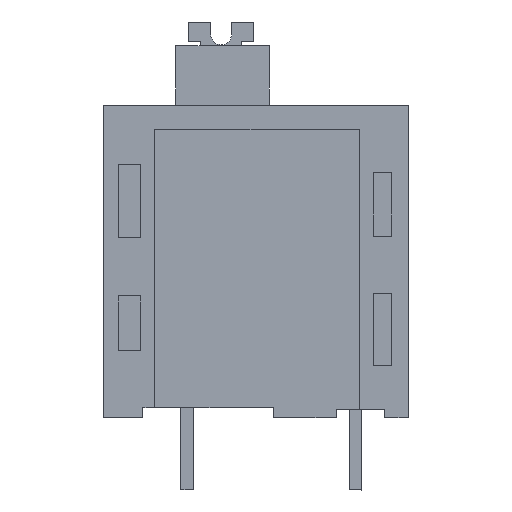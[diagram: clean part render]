
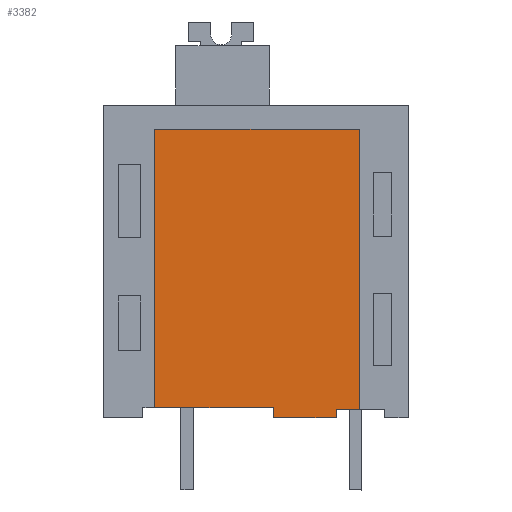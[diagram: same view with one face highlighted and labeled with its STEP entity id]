
A CAD part, left-side view. The second image highlights one B-rep face of the part: STEP entity #3382.
In plain terms, the highlighted planar face has unit normal (-1, 0, 0).
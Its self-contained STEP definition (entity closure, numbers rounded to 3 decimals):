
#3358=AXIS2_PLACEMENT_3D('Plane Axis2P3D',#3355,#3356,#3357) ;
#355=CARTESIAN_POINT('Vertex',(1.1,6.55,4.)) ;
#358=CARTESIAN_POINT('Line Origine',(1.1,9.439,4.)) ;
#362=CARTESIAN_POINT('Vertex',(1.1,12.329,4.)) ;
#389=CARTESIAN_POINT('Line Origine',(1.1,12.329,10.764)) ;
#393=CARTESIAN_POINT('Vertex',(1.1,12.329,17.529)) ;
#418=CARTESIAN_POINT('Vertex',(1.1,2.371,17.529)) ;
#421=CARTESIAN_POINT('Line Origine',(1.1,7.35,17.529)) ;
#439=CARTESIAN_POINT('Line Origine',(1.1,2.371,10.714)) ;
#443=CARTESIAN_POINT('Vertex',(1.1,2.371,3.9)) ;
#468=CARTESIAN_POINT('Vertex',(1.1,3.5,3.9)) ;
#485=CARTESIAN_POINT('Line Origine',(1.1,2.936,3.9)) ;
#3339=CARTESIAN_POINT('Vertex',(1.1,6.55,3.5)) ;
#3342=CARTESIAN_POINT('Line Origine',(1.1,6.55,3.75)) ;
#3355=CARTESIAN_POINT('Axis2P3D Location',(1.1,14.8,0.)) ;
#3360=CARTESIAN_POINT('Line Origine',(1.1,5.025,3.5)) ;
#3364=CARTESIAN_POINT('Vertex',(1.1,3.5,3.5)) ;
#3367=CARTESIAN_POINT('Line Origine',(1.1,3.5,3.7)) ;
#359=DIRECTION('Vector Direction',(0.,1.,0.)) ;
#390=DIRECTION('Vector Direction',(0.,0.,-1.)) ;
#422=DIRECTION('Vector Direction',(0.,-1.,0.)) ;
#440=DIRECTION('Vector Direction',(0.,0.,1.)) ;
#486=DIRECTION('Vector Direction',(0.,-1.,0.)) ;
#3343=DIRECTION('Vector Direction',(0.,0.,1.)) ;
#3356=DIRECTION('Axis2P3D Direction',(-1.,0.,0.)) ;
#3357=DIRECTION('Axis2P3D XDirection',(0.,-1.,0.)) ;
#3361=DIRECTION('Vector Direction',(0.,1.,0.)) ;
#3368=DIRECTION('Vector Direction',(0.,0.,1.)) ;
#360=VECTOR('Line Direction',#359,1.) ;
#391=VECTOR('Line Direction',#390,1.) ;
#423=VECTOR('Line Direction',#422,1.) ;
#441=VECTOR('Line Direction',#440,1.) ;
#487=VECTOR('Line Direction',#486,1.) ;
#3344=VECTOR('Line Direction',#3343,1.) ;
#3362=VECTOR('Line Direction',#3361,1.) ;
#3369=VECTOR('Line Direction',#3368,1.) ;
#3373=ORIENTED_EDGE('',*,*,#364,.F.) ;
#3374=ORIENTED_EDGE('',*,*,#3346,.F.) ;
#3375=ORIENTED_EDGE('',*,*,#3366,.T.) ;
#3376=ORIENTED_EDGE('',*,*,#3371,.T.) ;
#3377=ORIENTED_EDGE('',*,*,#489,.T.) ;
#3378=ORIENTED_EDGE('',*,*,#445,.T.) ;
#3379=ORIENTED_EDGE('',*,*,#425,.T.) ;
#3380=ORIENTED_EDGE('',*,*,#395,.T.) ;
#3382=ADVANCED_FACE('HOUSING',(#3381),#3359,.T.) ;
#364=EDGE_CURVE('',#356,#363,#361,.T.) ;
#395=EDGE_CURVE('',#394,#363,#392,.T.) ;
#425=EDGE_CURVE('',#419,#394,#424,.F.) ;
#445=EDGE_CURVE('',#444,#419,#442,.T.) ;
#489=EDGE_CURVE('',#469,#444,#488,.T.) ;
#3346=EDGE_CURVE('',#3340,#356,#3345,.T.) ;
#3366=EDGE_CURVE('',#3340,#3365,#3363,.F.) ;
#3371=EDGE_CURVE('',#3365,#469,#3370,.T.) ;
#3372=EDGE_LOOP('',(#3373,#3374,#3375,#3376,#3377,#3378,#3379,#3380)) ;
#3381=FACE_OUTER_BOUND('',#3372,.T.) ;
#361=LINE('Line',#358,#360) ;
#392=LINE('Line',#389,#391) ;
#424=LINE('Line',#421,#423) ;
#442=LINE('Line',#439,#441) ;
#488=LINE('Line',#485,#487) ;
#3345=LINE('Line',#3342,#3344) ;
#3363=LINE('Line',#3360,#3362) ;
#3370=LINE('Line',#3367,#3369) ;
#3359=PLANE('',#3358) ;
#356=VERTEX_POINT('',#355) ;
#363=VERTEX_POINT('',#362) ;
#394=VERTEX_POINT('',#393) ;
#419=VERTEX_POINT('',#418) ;
#444=VERTEX_POINT('',#443) ;
#469=VERTEX_POINT('',#468) ;
#3340=VERTEX_POINT('',#3339) ;
#3365=VERTEX_POINT('',#3364) ;
